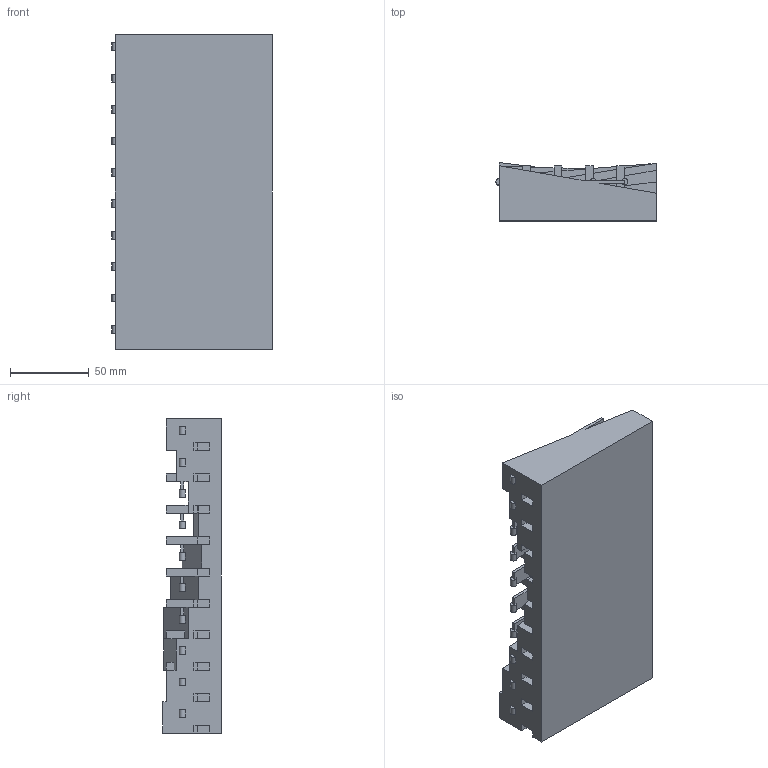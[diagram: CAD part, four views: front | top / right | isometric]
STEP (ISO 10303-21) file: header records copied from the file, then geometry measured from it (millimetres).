
FILE_DESCRIPTION(('Open CASCADE Model'),'2;1');
FILE_NAME('Open CASCADE Shape Model','2024-05-30T18:57:52',('Author'),( 'Open CASCADE'),'Open CASCADE STEP processor 7.7','Open CASCADE 7.7' ,'Unknown');
FILE_SCHEMA(('AUTOMOTIVE_DESIGN { 1 0 10303 214 1 1 1 1 }'));
Length unit declared in the file: millimetre
Products named in the file (1): Open CASCADE STEP translator 7.7 29
Bounding box: 102 x 37.5 x 200 mm (x, y, z)
Volume: 482620.7 mm3; surface area: 96353.5 mm2
Topology: 1 solids, 1 shells, 537 faces, 1584 edges, 1012 vertices
Faces by surface type: plane 492, cylinder 45
Entity records: 37783 total; most frequent: CARTESIAN_POINT 6955, DIRECTION 5435, LINE 4123, VECTOR 4123, ORIENTED_EDGE 3170, PCURVE 3168, DEFINITIONAL_REPRESENTATION 3168, EDGE_CURVE 1584
